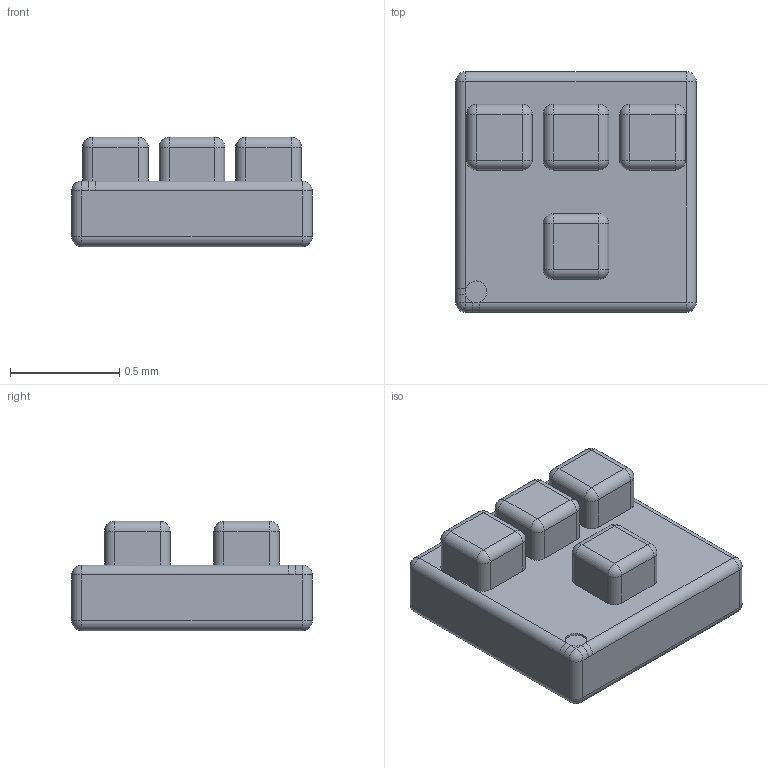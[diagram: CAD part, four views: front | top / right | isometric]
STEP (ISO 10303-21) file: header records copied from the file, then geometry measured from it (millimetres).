
FILE_DESCRIPTION(('FreeCAD Model'),'2;1');
FILE_NAME('Open CASCADE Shape Model','2024-10-27T13:53:56',('Author'),( ''),'Open CASCADE STEP processor 7.6','FreeCAD','Unknown');
FILE_SCHEMA(('AUTOMOTIVE_DESIGN { 1 0 10303 214 1 1 1 1 }'));
Length unit declared in the file: millimetre
Products named in the file (1): Körper001
Bounding box: 1.1 x 1.1 x 0.5 mm (x, y, z)
Volume: 0.4 mm3; surface area: 4.4 mm2
Topology: 1 solids, 1 shells, 101 faces, 233 edges, 114 vertices
Faces by surface type: cylinder 47, plane 28, sphere 24, bspline 2
Full cylindrical faces by diameter (mm): 0.1 x1
Entity records: 3340 total; most frequent: DIRECTION 497, CARTESIAN_POINT 473, ORIENTED_EDGE 418, EDGE_CURVE 209, AXIS2_PLACEMENT_3D 194, VERTEX_POINT 114, LINE 109, VECTOR 109
